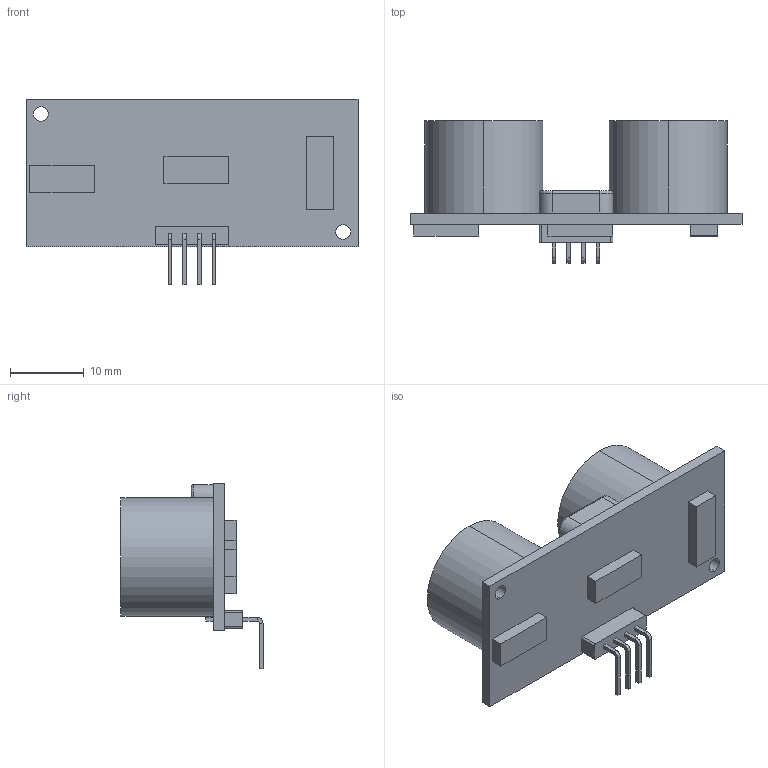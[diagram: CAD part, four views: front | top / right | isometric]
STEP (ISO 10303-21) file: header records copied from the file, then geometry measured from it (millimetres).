
FILE_DESCRIPTION (( 'STEP AP214' ), '1' );
FILE_NAME ('Óëüòðàçâóêîâîé äàëüíîìåð.STEP', '2015-11-16T18:20:31', ( '' ), ( '' ), 'SwSTEP 2.0', 'SolidWorks 2015', '' );
FILE_SCHEMA (( 'AUTOMOTIVE_DESIGN' ));
Length unit declared in the file: millimetre
Products named in the file (1): Óëüòðàçâóêîâîé äàëüíîìåð
Bounding box: 45 x 19.25 x 25.15 mm (x, y, z)
Volume: 5590.1 mm3; surface area: 5971.4 mm2
Topology: 20 solids, 20 shells, 228 faces, 498 edges, 320 vertices
Faces by surface type: plane 190, cylinder 36, torus 2
Entity records: 8431 total; most frequent: CARTESIAN_POINT 1047, DIRECTION 1030, ORIENTED_EDGE 996, EDGE_CURVE 498, LINE 424, VECTOR 424, VERTEX_POINT 320, AXIS2_PLACEMENT_3D 303
